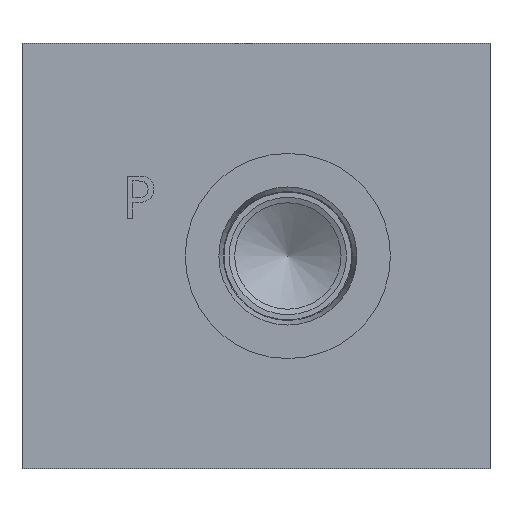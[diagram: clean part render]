
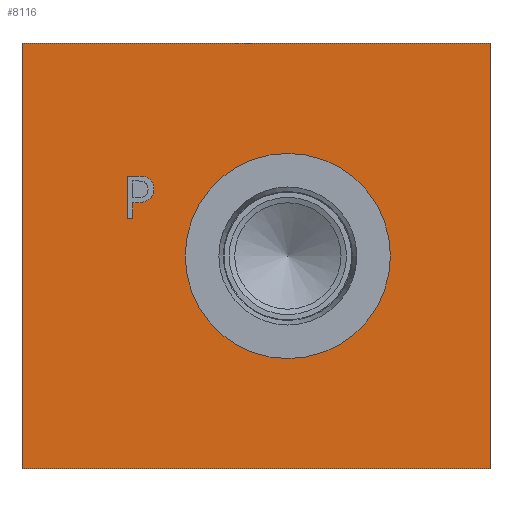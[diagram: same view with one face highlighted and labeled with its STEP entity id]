
A CAD part, front view. The second image highlights one B-rep face of the part: STEP entity #8116.
In plain terms, the highlighted planar face has unit normal (0, -1, 0).
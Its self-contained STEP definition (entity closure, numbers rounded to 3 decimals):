
#75=CIRCLE('',#8446,15.316);
#76=CIRCLE('',#8447,15.316);
#232=FACE_BOUND('',#1300,.T.);
#233=FACE_BOUND('',#1301,.T.);
#501=PLANE('',#8445);
#855=FACE_OUTER_BOUND('',#1299,.T.);
#1299=EDGE_LOOP('',(#6923,#6924,#6925,#6926));
#1300=EDGE_LOOP('',(#6927,#6928));
#1301=EDGE_LOOP('',(#6929,#6930,#6931,#6932,#6933,#6934,#6935,#6936,#6937));
#1701=LINE('',#12364,#2498);
#2119=LINE('',#13458,#2916);
#2122=LINE('',#13464,#2919);
#2125=LINE('',#13470,#2922);
#2128=LINE('',#13476,#2925);
#2131=LINE('',#13482,#2928);
#2135=LINE('',#13524,#2932);
#2136=LINE('',#13526,#2933);
#2137=LINE('',#13527,#2934);
#2498=VECTOR('',#9106,10.);
#2916=VECTOR('',#9830,10.);
#2919=VECTOR('',#9835,10.);
#2922=VECTOR('',#9840,10.);
#2925=VECTOR('',#9845,10.);
#2928=VECTOR('',#9850,10.);
#2932=VECTOR('',#9858,10.);
#2933=VECTOR('',#9859,10.);
#2934=VECTOR('',#9860,10.);
#3193=B_SPLINE_CURVE_WITH_KNOTS('',2,(#13425,#13426,#13427,#13428),
 .UNSPECIFIED.,.F.,.F.,(3,1,3),(0.,1.,2.),.UNSPECIFIED.);
#3195=B_SPLINE_CURVE_WITH_KNOTS('',2,(#13446,#13447,#13448,#13449),
 .UNSPECIFIED.,.F.,.F.,(3,1,3),(0.,1.,2.),.UNSPECIFIED.);
#3197=B_SPLINE_CURVE_WITH_KNOTS('',2,(#13495,#13496,#13497,#13498),
 .UNSPECIFIED.,.F.,.F.,(3,1,3),(0.,1.,2.),.UNSPECIFIED.);
#3199=B_SPLINE_CURVE_WITH_KNOTS('',2,(#13513,#13514,#13515,#13516),
 .UNSPECIFIED.,.F.,.F.,(3,1,3),(0.,1.,2.),.UNSPECIFIED.);
#3507=VERTEX_POINT('',#12357);
#3510=VERTEX_POINT('',#12362);
#3803=VERTEX_POINT('',#13423);
#3804=VERTEX_POINT('',#13424);
#3807=VERTEX_POINT('',#13445);
#3809=VERTEX_POINT('',#13457);
#3811=VERTEX_POINT('',#13463);
#3813=VERTEX_POINT('',#13469);
#3815=VERTEX_POINT('',#13475);
#3817=VERTEX_POINT('',#13481);
#3819=VERTEX_POINT('',#13494);
#3821=VERTEX_POINT('',#13523);
#3822=VERTEX_POINT('',#13525);
#3823=VERTEX_POINT('',#13528);
#3824=VERTEX_POINT('',#13529);
#4435=EDGE_CURVE('',#3507,#3510,#1701,.T.);
#4874=EDGE_CURVE('',#3803,#3804,#3193,.T.);
#4878=EDGE_CURVE('',#3807,#3803,#3195,.T.);
#4881=EDGE_CURVE('',#3809,#3807,#2119,.T.);
#4884=EDGE_CURVE('',#3811,#3809,#2122,.T.);
#4887=EDGE_CURVE('',#3813,#3811,#2125,.T.);
#4890=EDGE_CURVE('',#3815,#3813,#2128,.T.);
#4893=EDGE_CURVE('',#3817,#3815,#2131,.T.);
#4896=EDGE_CURVE('',#3819,#3817,#3197,.T.);
#4899=EDGE_CURVE('',#3804,#3819,#3199,.T.);
#4901=EDGE_CURVE('',#3821,#3507,#2135,.T.);
#4902=EDGE_CURVE('',#3822,#3510,#2136,.T.);
#4903=EDGE_CURVE('',#3821,#3822,#2137,.T.);
#4904=EDGE_CURVE('',#3823,#3824,#75,.T.);
#4905=EDGE_CURVE('',#3824,#3823,#76,.T.);
#6923=ORIENTED_EDGE('',*,*,#4901,.T.);
#6924=ORIENTED_EDGE('',*,*,#4435,.T.);
#6925=ORIENTED_EDGE('',*,*,#4902,.F.);
#6926=ORIENTED_EDGE('',*,*,#4903,.F.);
#6927=ORIENTED_EDGE('',*,*,#4904,.T.);
#6928=ORIENTED_EDGE('',*,*,#4905,.T.);
#6929=ORIENTED_EDGE('',*,*,#4874,.T.);
#6930=ORIENTED_EDGE('',*,*,#4899,.T.);
#6931=ORIENTED_EDGE('',*,*,#4896,.T.);
#6932=ORIENTED_EDGE('',*,*,#4893,.T.);
#6933=ORIENTED_EDGE('',*,*,#4890,.T.);
#6934=ORIENTED_EDGE('',*,*,#4887,.T.);
#6935=ORIENTED_EDGE('',*,*,#4884,.T.);
#6936=ORIENTED_EDGE('',*,*,#4881,.T.);
#6937=ORIENTED_EDGE('',*,*,#4878,.T.);
#8116=ADVANCED_FACE('',(#855,#232,#233),#501,.T.);
#8445=AXIS2_PLACEMENT_3D('',#13522,#9856,#9857);
#8446=AXIS2_PLACEMENT_3D('',#13530,#9861,#9862);
#8447=AXIS2_PLACEMENT_3D('',#13531,#9863,#9864);
#9106=DIRECTION('',(0.,0.,1.));
#9830=DIRECTION('',(1.,0.,0.));
#9835=DIRECTION('',(0.,0.,1.));
#9840=DIRECTION('',(-1.,0.,0.));
#9845=DIRECTION('',(0.,0.,-1.));
#9850=DIRECTION('',(-1.,0.,0.));
#9856=DIRECTION('center_axis',(0.,-1.,0.));
#9857=DIRECTION('ref_axis',(1.,0.,0.));
#9858=DIRECTION('',(1.,0.,0.));
#9859=DIRECTION('',(1.,0.,0.));
#9860=DIRECTION('',(0.,0.,1.));
#9861=DIRECTION('center_axis',(0.,1.,0.));
#9862=DIRECTION('ref_axis',(1.,0.,0.));
#9863=DIRECTION('center_axis',(0.,1.,0.));
#9864=DIRECTION('ref_axis',(1.,0.,0.));
#12357=CARTESIAN_POINT('',(69.85,0.,0.));
#12362=CARTESIAN_POINT('',(69.85,0.,63.5));
#12364=CARTESIAN_POINT('',(69.85,0.,0.));
#13423=CARTESIAN_POINT('',(18.937,0.,43.292));
#13424=CARTESIAN_POINT('',(19.694,0.,41.774));
#13425=CARTESIAN_POINT('Ctrl Pts',(18.937,0.,43.292));
#13426=CARTESIAN_POINT('Ctrl Pts',(19.292,0.,43.05));
#13427=CARTESIAN_POINT('Ctrl Pts',(19.694,0.,42.304));
#13428=CARTESIAN_POINT('Ctrl Pts',(19.694,0.,41.774));
#13445=CARTESIAN_POINT('',(17.275,0.,43.688));
#13446=CARTESIAN_POINT('Ctrl Pts',(17.275,0.,43.688));
#13447=CARTESIAN_POINT('Ctrl Pts',(17.841,0.,43.688));
#13448=CARTESIAN_POINT('Ctrl Pts',(18.634,0.,43.503));
#13449=CARTESIAN_POINT('Ctrl Pts',(18.937,0.,43.292));
#13457=CARTESIAN_POINT('',(15.68,0.,43.688));
#13458=CARTESIAN_POINT('',(7.84,0.,43.688));
#13463=CARTESIAN_POINT('',(15.68,0.,37.338));
#13464=CARTESIAN_POINT('',(15.68,0.,18.669));
#13469=CARTESIAN_POINT('',(16.524,0.,37.338));
#13470=CARTESIAN_POINT('',(8.262,0.,37.338));
#13475=CARTESIAN_POINT('',(16.524,0.,39.705));
#13476=CARTESIAN_POINT('',(16.524,0.,19.853));
#13481=CARTESIAN_POINT('',(17.239,0.,39.705));
#13482=CARTESIAN_POINT('',(8.62,0.,39.705));
#13494=CARTESIAN_POINT('',(19.138,0.,40.364));
#13495=CARTESIAN_POINT('Ctrl Pts',(19.138,0.,40.364));
#13496=CARTESIAN_POINT('Ctrl Pts',(18.809,0.,40.04));
#13497=CARTESIAN_POINT('Ctrl Pts',(17.918,0.,39.705));
#13498=CARTESIAN_POINT('Ctrl Pts',(17.239,0.,39.705));
#13513=CARTESIAN_POINT('Ctrl Pts',(19.694,0.,41.774));
#13514=CARTESIAN_POINT('Ctrl Pts',(19.694,0.,41.362));
#13515=CARTESIAN_POINT('Ctrl Pts',(19.4,0.,40.621));
#13516=CARTESIAN_POINT('Ctrl Pts',(19.138,0.,40.364));
#13522=CARTESIAN_POINT('Origin',(0.,0.,0.));
#13523=CARTESIAN_POINT('',(0.,0.,0.));
#13524=CARTESIAN_POINT('',(0.,0.,0.));
#13525=CARTESIAN_POINT('',(0.,0.,63.5));
#13526=CARTESIAN_POINT('',(0.,0.,63.5));
#13527=CARTESIAN_POINT('',(0.,0.,0.));
#13528=CARTESIAN_POINT('',(54.991,0.,31.75));
#13529=CARTESIAN_POINT('',(24.359,0.,31.75));
#13530=CARTESIAN_POINT('Origin',(39.675,0.,31.75));
#13531=CARTESIAN_POINT('Origin',(39.675,0.,31.75));
